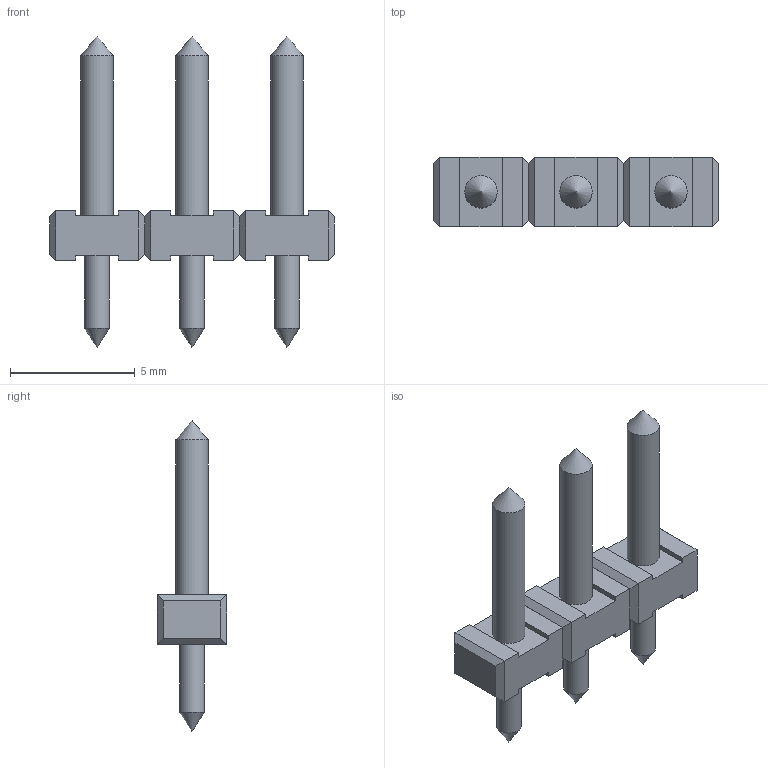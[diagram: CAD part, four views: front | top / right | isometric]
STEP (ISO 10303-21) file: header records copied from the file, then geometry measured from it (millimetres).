
FILE_DESCRIPTION(/* description */ ('Unknown'),/* implementation_level */ '2;1');
FILE_NAME(/* name */ '691300300003',/* time_stamp */ '2023-06-13T09:16:03+02:00',/* author */ ('Unknown'),/* organization */ ('Unknown'),/* preprocessor_version */ 'ST-DEVELOPER v18.102',/* originating_system */ 'Solid Edge',/* authorisation */ 'Unknown');
FILE_SCHEMA (('AUTOMOTIVE_DESIGN {1 0 10303 214 3 1 1}'));
Length unit declared in the file: millimetre
Products named in the file (3): 6913003000xx; 691300300003; 6913003000xx_Pin
Assembly tree (4 placements, depth 2):
  6913003000xx
    691300300003
    6913003000xx_Pin  x3
Bounding box: 11.43 x 2.8 x 12.5 mm (x, y, z)
Volume: 90.7 mm3; surface area: 268 mm2
Topology: 4 solids, 4 shells, 86 faces, 202 edges, 124 vertices
Faces by surface type: plane 68, cylinder 12, cone 6
Full cylindrical faces by diameter (mm): 1 x6, 1.3 x6
Entity records: 2128 total; most frequent: CARTESIAN_POINT 351, DIRECTION 342, ORIENTED_EDGE 328, EDGE_CURVE 164, LINE 148, VECTOR 148, VERTEX_POINT 106, AXIS2_PLACEMENT_3D 97
